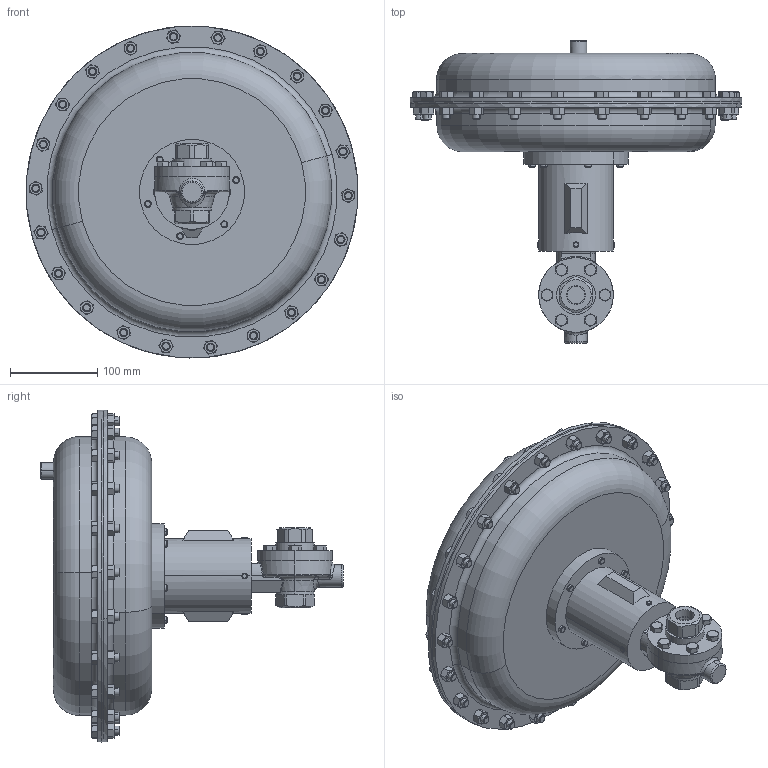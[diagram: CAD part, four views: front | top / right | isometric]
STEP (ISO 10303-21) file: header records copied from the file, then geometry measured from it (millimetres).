
FILE_DESCRIPTION (( 'STEP AP203' ), '1' );
FILE_NAME ('70-050-CS+S6-SW-85M.STEP', '2017-08-22T18:27:00', ( '' ), ( '' ), 'SwSTEP 2.0', 'SolidWorks 2014', '' );
FILE_SCHEMA (( 'CONFIG_CONTROL_DESIGN' ));
Length unit declared in the file: inch
Products named in the file (1): 70-050-CS+S6-SW-85M
Bounding box: 380.89 x 347 x 380.96 mm (x, y, z)
Volume: 10232895.4 mm3; surface area: 396662.6 mm2
Topology: 1 solids, 1 shells, 1078 faces, 2420 edges, 1433 vertices
Faces by surface type: cone 507, plane 430, cylinder 105, torus 18, bspline 16, sphere 2
Entity records: 34183 total; most frequent: CARTESIAN_POINT 11619, ORIENTED_EDGE 4836, DIRECTION 4365, EDGE_CURVE 2418, AXIS2_PLACEMENT_3D 1827, VERTEX_POINT 1433, EDGE_LOOP 1169, FACE_OUTER_BOUND 1078
